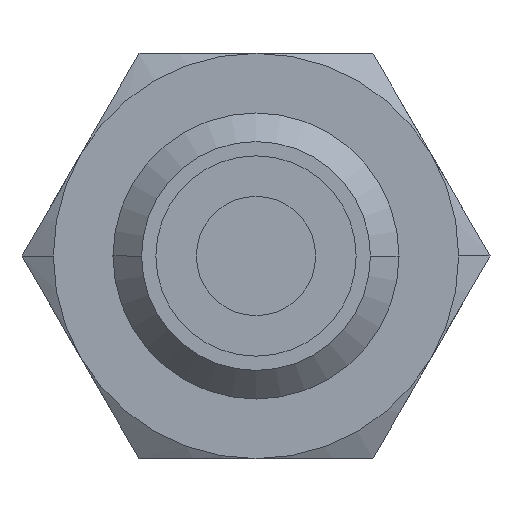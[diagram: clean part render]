
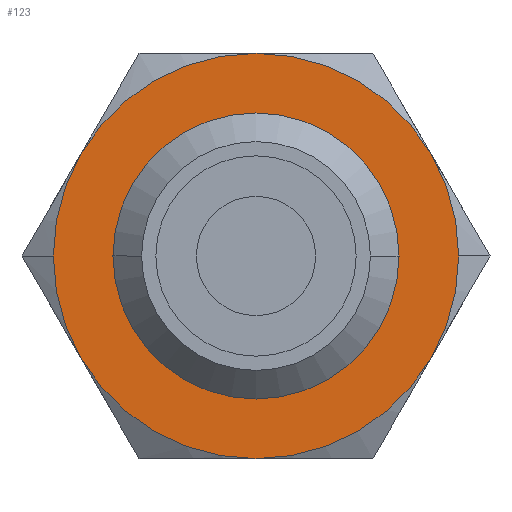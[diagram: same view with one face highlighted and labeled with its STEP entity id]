
A CAD part, front view. The second image highlights one B-rep face of the part: STEP entity #123.
In plain terms, the highlighted planar face has unit normal (0, -1, 0).
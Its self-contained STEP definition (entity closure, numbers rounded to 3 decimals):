
#123=ADVANCED_FACE('',(#242,#243),#244,.T.);
#242=FACE_OUTER_BOUND('',#400,.T.);
#243=FACE_BOUND('',#401,.T.);
#244=PLANE('',#402);
#400=EDGE_LOOP('',(#736,#737,#738,#739,#740,#741,#742,#743));
#401=EDGE_LOOP('',(#744,#745));
#402=AXIS2_PLACEMENT_3D('',#746,#747,#748);
#736=ORIENTED_EDGE('',*,*,#1088,.F.);
#737=ORIENTED_EDGE('',*,*,#1074,.F.);
#738=ORIENTED_EDGE('',*,*,#1077,.F.);
#739=ORIENTED_EDGE('',*,*,#1079,.F.);
#740=ORIENTED_EDGE('',*,*,#1072,.F.);
#741=ORIENTED_EDGE('',*,*,#1083,.F.);
#742=ORIENTED_EDGE('',*,*,#1086,.F.);
#743=ORIENTED_EDGE('',*,*,#1068,.F.);
#744=ORIENTED_EDGE('',*,*,#1108,.T.);
#745=ORIENTED_EDGE('',*,*,#1052,.T.);
#746=CARTESIAN_POINT('',(7.25,-12.0,0.0));
#747=DIRECTION('',(-0.0,-1.0,-0.0));
#748=DIRECTION('',(-1.0,0.0,0.0));
#1052=EDGE_CURVE('',#1230,#1227,#1231,.T.);
#1068=EDGE_CURVE('',#1257,#1260,#1261,.T.);
#1072=EDGE_CURVE('',#1266,#1264,#1268,.T.);
#1074=EDGE_CURVE('',#1270,#1272,#1273,.T.);
#1077=EDGE_CURVE('',#1276,#1270,#1278,.T.);
#1079=EDGE_CURVE('',#1264,#1276,#1280,.T.);
#1083=EDGE_CURVE('',#1284,#1266,#1286,.T.);
#1086=EDGE_CURVE('',#1260,#1284,#1290,.T.);
#1088=EDGE_CURVE('',#1272,#1257,#1292,.T.);
#1108=EDGE_CURVE('',#1227,#1230,#1320,.T.);
#1227=VERTEX_POINT('',#1487);
#1230=VERTEX_POINT('',#1491);
#1231=CIRCLE('',#1492,6.0);
#1257=VERTEX_POINT('',#1547);
#1260=VERTEX_POINT('',#1551);
#1261=CIRCLE('',#1552,8.5);
#1264=VERTEX_POINT('',#1566);
#1266=VERTEX_POINT('',#1569);
#1268=CIRCLE('',#1582,8.5);
#1270=VERTEX_POINT('',#1584);
#1272=VERTEX_POINT('',#1597);
#1273=CIRCLE('',#1598,8.5);
#1276=VERTEX_POINT('',#1612);
#1278=CIRCLE('',#1625,8.5);
#1280=CIRCLE('',#1638,8.5);
#1284=VERTEX_POINT('',#1664);
#1286=CIRCLE('',#1677,8.5);
#1290=CIRCLE('',#1703,8.5);
#1292=CIRCLE('',#1716,8.5);
#1320=CIRCLE('',#1854,6.0);
#1487=CARTESIAN_POINT('',(6.0,-12.0,0.0));
#1491=CARTESIAN_POINT('',(-6.0,-12.0,0.));
#1492=AXIS2_PLACEMENT_3D('',#2314,#2315,#2316);
#1547=CARTESIAN_POINT('',(8.5,-12.0,0.));
#1551=CARTESIAN_POINT('',(7.361,-12.0,-4.25));
#1552=AXIS2_PLACEMENT_3D('',#2340,#2341,#2342);
#1566=CARTESIAN_POINT('',(-8.5,-12.0,0.));
#1569=CARTESIAN_POINT('',(-7.361,-12.0,-4.25));
#1582=AXIS2_PLACEMENT_3D('',#2344,#2345,#2346);
#1584=CARTESIAN_POINT('',(0.,-12.0,8.5));
#1597=CARTESIAN_POINT('',(7.361,-12.0,4.25));
#1598=AXIS2_PLACEMENT_3D('',#2347,#2348,#2349);
#1612=CARTESIAN_POINT('',(-7.361,-12.0,4.25));
#1625=AXIS2_PLACEMENT_3D('',#2350,#2351,#2352);
#1638=AXIS2_PLACEMENT_3D('',#2353,#2354,#2355);
#1664=CARTESIAN_POINT('',(0.0,-12.0,-8.5));
#1677=AXIS2_PLACEMENT_3D('',#2356,#2357,#2358);
#1703=AXIS2_PLACEMENT_3D('',#2359,#2360,#2361);
#1716=AXIS2_PLACEMENT_3D('',#2362,#2363,#2364);
#1854=AXIS2_PLACEMENT_3D('',#2392,#2393,#2394);
#2314=CARTESIAN_POINT('',(0.0,-12.0,0.0));
#2315=DIRECTION('',(-0.0,1.0,0.0));
#2316=DIRECTION('',(1.0,0.0,0.0));
#2340=CARTESIAN_POINT('',(0.0,-12.0,0.0));
#2341=DIRECTION('',(-0.0,1.0,0.0));
#2342=DIRECTION('',(1.0,0.0,0.0));
#2344=CARTESIAN_POINT('',(0.0,-12.0,0.0));
#2345=DIRECTION('',(-0.0,1.0,0.0));
#2346=DIRECTION('',(1.0,0.0,0.0));
#2347=CARTESIAN_POINT('',(0.0,-12.0,0.0));
#2348=DIRECTION('',(-0.0,1.0,0.0));
#2349=DIRECTION('',(1.0,0.0,0.0));
#2350=CARTESIAN_POINT('',(0.0,-12.0,0.0));
#2351=DIRECTION('',(-0.0,1.0,0.0));
#2352=DIRECTION('',(1.0,0.0,0.0));
#2353=CARTESIAN_POINT('',(0.0,-12.0,0.0));
#2354=DIRECTION('',(-0.0,1.0,0.0));
#2355=DIRECTION('',(1.0,0.0,0.0));
#2356=CARTESIAN_POINT('',(0.0,-12.0,0.0));
#2357=DIRECTION('',(-0.0,1.0,0.0));
#2358=DIRECTION('',(1.0,0.0,0.0));
#2359=CARTESIAN_POINT('',(0.0,-12.0,0.0));
#2360=DIRECTION('',(-0.0,1.0,0.0));
#2361=DIRECTION('',(1.0,0.0,0.0));
#2362=CARTESIAN_POINT('',(0.0,-12.0,0.0));
#2363=DIRECTION('',(-0.0,1.0,0.0));
#2364=DIRECTION('',(1.0,0.0,0.0));
#2392=CARTESIAN_POINT('',(0.0,-12.0,0.0));
#2393=DIRECTION('',(-0.0,1.0,0.0));
#2394=DIRECTION('',(1.0,0.0,0.0));
